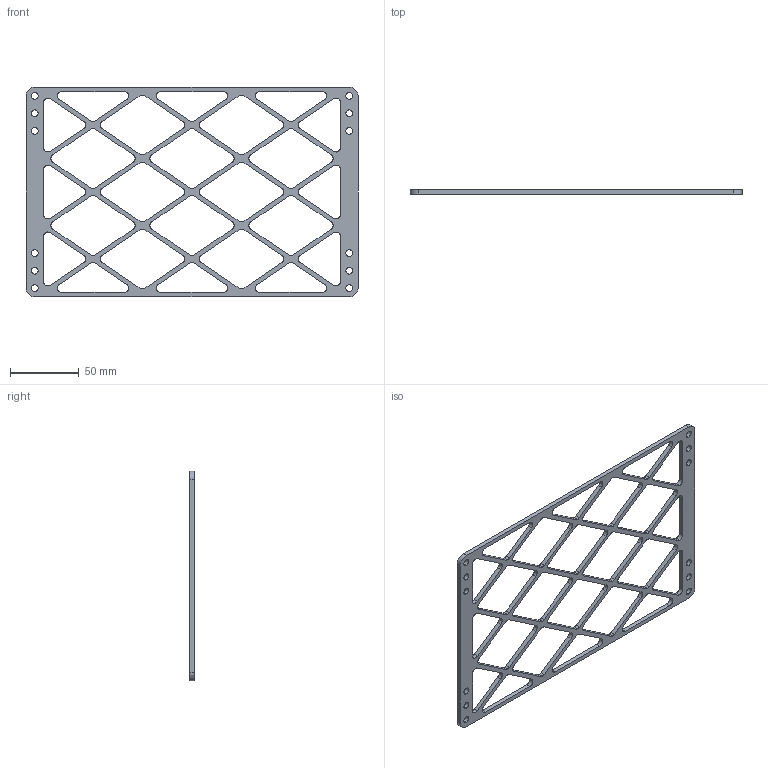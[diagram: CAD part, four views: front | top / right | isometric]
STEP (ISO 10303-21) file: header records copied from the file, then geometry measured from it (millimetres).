
FILE_DESCRIPTION (( 'STEP AP214' ), '1' );
FILE_NAME ('batteryplate.STEP', '2025-02-11T12:56:47', ( '' ), ( '' ), 'SwSTEP 2.0', 'SolidWorks 2024', '' );
FILE_SCHEMA (( 'AUTOMOTIVE_DESIGN' ));
Length unit declared in the file: inch
Products named in the file (1): batteryplate
Bounding box: 241.3 x 3.17 x 152.4 mm (x, y, z)
Volume: 32569 mm3; surface area: 33815.5 mm2
Topology: 1 solids, 1 shells, 223 faces, 663 edges, 442 vertices
Faces by surface type: cylinder 133, plane 90
Entity records: 7754 total; most frequent: DIRECTION 1377, CARTESIAN_POINT 1329, ORIENTED_EDGE 1326, EDGE_CURVE 663, AXIS2_PLACEMENT_3D 490, VERTEX_POINT 442, LINE 397, VECTOR 397
